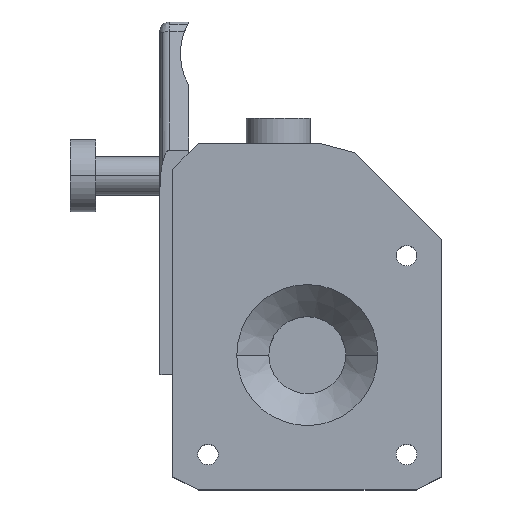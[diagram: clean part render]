
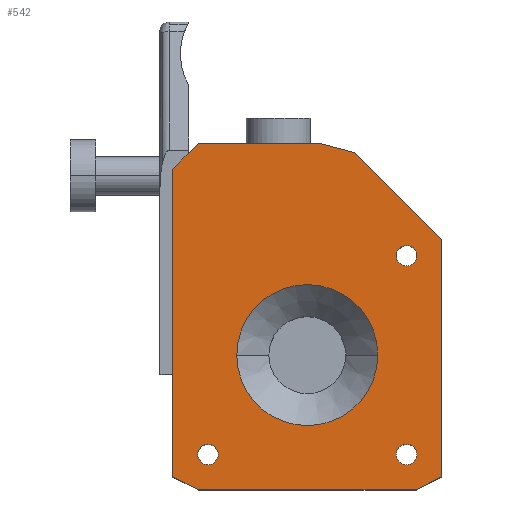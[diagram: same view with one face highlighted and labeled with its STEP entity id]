
A CAD part, top view. The second image highlights one B-rep face of the part: STEP entity #542.
In plain terms, the highlighted planar face has unit normal (0, 0, 1).
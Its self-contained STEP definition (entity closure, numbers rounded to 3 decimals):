
#3 = ORIENTED_EDGE ( 'NONE', *, *, #527, .F. ) ;
#29 = CARTESIAN_POINT ( 'NONE',  ( -21., -19., 0. ) ) ;
#62 = ORIENTED_EDGE ( 'NONE', *, *, #1221, .F. ) ;
#93 = CARTESIAN_POINT ( 'NONE',  ( 7.414, 31.586, 0. ) ) ;
#121 = DIRECTION ( 'NONE',  ( -1., 0., 0. ) ) ;
#122 = CARTESIAN_POINT ( 'NONE',  ( 21., -19., 0. ) ) ;
#154 = CIRCLE ( 'NONE', #785, 11. ) ;
#156 = VERTEX_POINT ( 'NONE', #1569 ) ;
#163 = EDGE_CURVE ( 'NONE', #292, #984, #1403, .T. ) ;
#214 = VERTEX_POINT ( 'NONE', #2232 ) ;
#221 = DIRECTION ( 'NONE',  ( -1., 0., 0. ) ) ;
#246 = AXIS2_PLACEMENT_3D ( 'NONE', #2345, #501, #1171 ) ;
#247 = CARTESIAN_POINT ( 'NONE',  ( 21., 18., 0. ) ) ;
#270 = DIRECTION ( 'NONE',  ( 1., 0., 0. ) ) ;
#271 = AXIS2_PLACEMENT_3D ( 'NONE', #1842, #815, #1635 ) ;
#289 = LINE ( 'NONE', #1104, #1476 ) ;
#292 = VERTEX_POINT ( 'NONE', #399 ) ;
#376 = DIRECTION ( 'NONE',  ( 0., 0., -1. ) ) ;
#399 = CARTESIAN_POINT ( 'NONE',  ( -13.9, -15.5, 0. ) ) ;
#408 = DIRECTION ( 'NONE',  ( 0., 0., -1. ) ) ;
#417 = EDGE_LOOP ( 'NONE', ( #2313, #1317 ) ) ;
#424 = VECTOR ( 'NONE', #270, 1000. ) ;
#438 = DIRECTION ( 'NONE',  ( -1., 0., 0. ) ) ;
#447 = ORIENTED_EDGE ( 'NONE', *, *, #2623, .F. ) ;
#487 = CARTESIAN_POINT ( 'NONE',  ( -17.1, -15.5, 0. ) ) ;
#494 = ORIENTED_EDGE ( 'NONE', *, *, #2184, .T. ) ;
#500 = ORIENTED_EDGE ( 'NONE', *, *, #1255, .T. ) ;
#501 = DIRECTION ( 'NONE',  ( 0., 0., -1. ) ) ;
#509 = LINE ( 'NONE', #924, #1324 ) ;
#527 = EDGE_CURVE ( 'NONE', #812, #1904, #2586, .T. ) ;
#532 = CIRCLE ( 'NONE', #271, 1.6 ) ;
#535 = AXIS2_PLACEMENT_3D ( 'NONE', #656, #1705, #1277 ) ;
#540 = VECTOR ( 'NONE', #1763, 1000. ) ;
#542 = ADVANCED_FACE ( 'NONE', ( #777, #1748, #2205, #1552, #1965 ), #756, .T. ) ;
#553 = CARTESIAN_POINT ( 'NONE',  ( 13.9, -15.5, 0. ) ) ;
#563 = VERTEX_POINT ( 'NONE', #553 ) ;
#587 = DIRECTION ( 'NONE',  ( -1., 0., 0. ) ) ;
#602 = LINE ( 'NONE', #791, #1213 ) ;
#608 = CARTESIAN_POINT ( 'NONE',  ( -21., 29., 0. ) ) ;
#613 = CARTESIAN_POINT ( 'NONE',  ( -15.5, -15.5, 0. ) ) ;
#629 = ORIENTED_EDGE ( 'NONE', *, *, #953, .F. ) ;
#645 = VERTEX_POINT ( 'NONE', #2417 ) ;
#652 = DIRECTION ( 'NONE',  ( 0., 0., -1. ) ) ;
#656 = CARTESIAN_POINT ( 'NONE',  ( 15.5, 15.5, 0. ) ) ;
#660 = ORIENTED_EDGE ( 'NONE', *, *, #2060, .F. ) ;
#700 = EDGE_CURVE ( 'NONE', #645, #563, #2307, .T. ) ;
#737 = CIRCLE ( 'NONE', #2272, 1.6 ) ;
#744 = DIRECTION ( 'NONE',  ( 1., 0., 0. ) ) ;
#756 = PLANE ( 'NONE',  #975 ) ;
#770 = EDGE_CURVE ( 'NONE', #1456, #2515, #509, .T. ) ;
#774 = DIRECTION ( 'NONE',  ( -1., 0., 0. ) ) ;
#777 = FACE_OUTER_BOUND ( 'NONE', #1052, .T. ) ;
#785 = AXIS2_PLACEMENT_3D ( 'NONE', #2478, #2091, #865 ) ;
#791 = CARTESIAN_POINT ( 'NONE',  ( -16.6, -21.2, 0. ) ) ;
#812 = VERTEX_POINT ( 'NONE', #93 ) ;
#815 = DIRECTION ( 'NONE',  ( 0., 0., -1. ) ) ;
#831 = ORIENTED_EDGE ( 'NONE', *, *, #163, .T. ) ;
#847 = LINE ( 'NONE', #2510, #424 ) ;
#865 = DIRECTION ( 'NONE',  ( -1., 0., 0. ) ) ;
#924 = CARTESIAN_POINT ( 'NONE',  ( -20.5, 29.5, 0. ) ) ;
#953 = EDGE_CURVE ( 'NONE', #1562, #2612, #289, .T. ) ;
#974 = CARTESIAN_POINT ( 'NONE',  ( 15.5, 15.5, 0. ) ) ;
#975 = AXIS2_PLACEMENT_3D ( 'NONE', #2169, #1764, #744 ) ;
#984 = VERTEX_POINT ( 'NONE', #487 ) ;
#1052 = EDGE_LOOP ( 'NONE', ( #2106, #2282, #1133, #2484, #62, #629, #660, #447, #3 ) ) ;
#1067 = EDGE_LOOP ( 'NONE', ( #494, #831 ) ) ;
#1088 = LINE ( 'NONE', #2359, #1502 ) ;
#1102 = VERTEX_POINT ( 'NONE', #1783 ) ;
#1104 = CARTESIAN_POINT ( 'NONE',  ( 21., -21., 0. ) ) ;
#1133 = ORIENTED_EDGE ( 'NONE', *, *, #770, .F. ) ;
#1153 = CARTESIAN_POINT ( 'NONE',  ( -17., 33., 0. ) ) ;
#1154 = DIRECTION ( 'NONE',  ( 0.707, -0.707, 0. ) ) ;
#1171 = DIRECTION ( 'NONE',  ( -1., 0., 0. ) ) ;
#1210 = CARTESIAN_POINT ( 'NONE',  ( -11., 0., 0. ) ) ;
#1211 = CIRCLE ( 'NONE', #1777, 1.6 ) ;
#1213 = VECTOR ( 'NONE', #1612, 1000. ) ;
#1221 = EDGE_CURVE ( 'NONE', #2612, #1918, #602, .T. ) ;
#1241 = CARTESIAN_POINT ( 'NONE',  ( -17., -21., 0. ) ) ;
#1253 = DIRECTION ( 'NONE',  ( 0., -1., 0. ) ) ;
#1255 = EDGE_CURVE ( 'NONE', #156, #1102, #1256, .T. ) ;
#1256 = CIRCLE ( 'NONE', #535, 1.6 ) ;
#1277 = DIRECTION ( 'NONE',  ( -1., 0., 0. ) ) ;
#1317 = ORIENTED_EDGE ( 'NONE', *, *, #1616, .T. ) ;
#1324 = VECTOR ( 'NONE', #1548, 1000. ) ;
#1358 = CARTESIAN_POINT ( 'NONE',  ( -21., -21., 0. ) ) ;
#1403 = CIRCLE ( 'NONE', #246, 1.6 ) ;
#1430 = LINE ( 'NONE', #1658, #2190 ) ;
#1456 = VERTEX_POINT ( 'NONE', #608 ) ;
#1476 = VECTOR ( 'NONE', #121, 1000. ) ;
#1491 = AXIS2_PLACEMENT_3D ( 'NONE', #2228, #376, #587 ) ;
#1499 = CARTESIAN_POINT ( 'NONE',  ( 17., -21., 0. ) ) ;
#1502 = VECTOR ( 'NONE', #2324, 1000. ) ;
#1505 = EDGE_CURVE ( 'NONE', #1831, #214, #154, .T. ) ;
#1548 = DIRECTION ( 'NONE',  ( 0.707, 0.707, 0. ) ) ;
#1552 = FACE_BOUND ( 'NONE', #1897, .T. ) ;
#1562 = VERTEX_POINT ( 'NONE', #1499 ) ;
#1569 = CARTESIAN_POINT ( 'NONE',  ( 13.9, 15.5, 0. ) ) ;
#1612 = DIRECTION ( 'NONE',  ( -0.894, 0.447, 0. ) ) ;
#1613 = DIRECTION ( 'NONE',  ( 0., 0., -1. ) ) ;
#1616 = EDGE_CURVE ( 'NONE', #214, #1831, #2330, .T. ) ;
#1621 = ORIENTED_EDGE ( 'NONE', *, *, #1866, .T. ) ;
#1635 = DIRECTION ( 'NONE',  ( -1., 0., 0. ) ) ;
#1646 = VECTOR ( 'NONE', #2404, 1000. ) ;
#1658 = CARTESIAN_POINT ( 'NONE',  ( 21., 33., 0. ) ) ;
#1683 = VERTEX_POINT ( 'NONE', #122 ) ;
#1705 = DIRECTION ( 'NONE',  ( 0., 0., -1. ) ) ;
#1726 = VERTEX_POINT ( 'NONE', #1972 ) ;
#1748 = FACE_BOUND ( 'NONE', #2259, .T. ) ;
#1763 = DIRECTION ( 'NONE',  ( 0.968, -0.253, 0. ) ) ;
#1764 = DIRECTION ( 'NONE',  ( 0., 0., 1. ) ) ;
#1777 = AXIS2_PLACEMENT_3D ( 'NONE', #974, #1613, #774 ) ;
#1783 = CARTESIAN_POINT ( 'NONE',  ( 17.1, 15.5, 0. ) ) ;
#1786 = LINE ( 'NONE', #1358, #1646 ) ;
#1831 = VERTEX_POINT ( 'NONE', #1210 ) ;
#1834 = EDGE_CURVE ( 'NONE', #1102, #156, #1211, .T. ) ;
#1842 = CARTESIAN_POINT ( 'NONE',  ( 15.5, -15.5, 0. ) ) ;
#1866 = EDGE_CURVE ( 'NONE', #563, #645, #532, .T. ) ;
#1873 = ORIENTED_EDGE ( 'NONE', *, *, #700, .T. ) ;
#1876 = VECTOR ( 'NONE', #1154, 1000. ) ;
#1877 = CARTESIAN_POINT ( 'NONE',  ( 0., 0., 0. ) ) ;
#1897 = EDGE_LOOP ( 'NONE', ( #500, #2337 ) ) ;
#1904 = VERTEX_POINT ( 'NONE', #247 ) ;
#1918 = VERTEX_POINT ( 'NONE', #29 ) ;
#1965 = FACE_BOUND ( 'NONE', #417, .T. ) ;
#1972 = CARTESIAN_POINT ( 'NONE',  ( 2., 33., 0. ) ) ;
#2001 = CARTESIAN_POINT ( 'NONE',  ( 15., 24., 0. ) ) ;
#2020 = CARTESIAN_POINT ( 'NONE',  ( 5.718, 32.029, 0. ) ) ;
#2042 = EDGE_CURVE ( 'NONE', #2515, #1726, #847, .T. ) ;
#2060 = EDGE_CURVE ( 'NONE', #1683, #1562, #1088, .T. ) ;
#2091 = DIRECTION ( 'NONE',  ( 0., 0., -1. ) ) ;
#2106 = ORIENTED_EDGE ( 'NONE', *, *, #2503, .F. ) ;
#2169 = CARTESIAN_POINT ( 'NONE',  ( 0., 6., 0. ) ) ;
#2184 = EDGE_CURVE ( 'NONE', #984, #292, #737, .T. ) ;
#2190 = VECTOR ( 'NONE', #1253, 1000. ) ;
#2205 = FACE_BOUND ( 'NONE', #1067, .T. ) ;
#2228 = CARTESIAN_POINT ( 'NONE',  ( 15.5, -15.5, 0. ) ) ;
#2232 = CARTESIAN_POINT ( 'NONE',  ( 11., 0., 0. ) ) ;
#2259 = EDGE_LOOP ( 'NONE', ( #1621, #1873 ) ) ;
#2272 = AXIS2_PLACEMENT_3D ( 'NONE', #613, #408, #438 ) ;
#2282 = ORIENTED_EDGE ( 'NONE', *, *, #2042, .F. ) ;
#2307 = CIRCLE ( 'NONE', #1491, 1.6 ) ;
#2313 = ORIENTED_EDGE ( 'NONE', *, *, #1505, .T. ) ;
#2324 = DIRECTION ( 'NONE',  ( -0.894, -0.447, 0. ) ) ;
#2330 = CIRCLE ( 'NONE', #2416, 11. ) ;
#2337 = ORIENTED_EDGE ( 'NONE', *, *, #1834, .T. ) ;
#2345 = CARTESIAN_POINT ( 'NONE',  ( -15.5, -15.5, 0. ) ) ;
#2359 = CARTESIAN_POINT ( 'NONE',  ( 16.6, -21.2, 0. ) ) ;
#2404 = DIRECTION ( 'NONE',  ( 0., 1., 0. ) ) ;
#2416 = AXIS2_PLACEMENT_3D ( 'NONE', #1877, #652, #221 ) ;
#2417 = CARTESIAN_POINT ( 'NONE',  ( 17.1, -15.5, 0. ) ) ;
#2478 = CARTESIAN_POINT ( 'NONE',  ( 0., 0., 0. ) ) ;
#2484 = ORIENTED_EDGE ( 'NONE', *, *, #2506, .F. ) ;
#2503 = EDGE_CURVE ( 'NONE', #1726, #812, #2585, .T. ) ;
#2506 = EDGE_CURVE ( 'NONE', #1918, #1456, #1786, .T. ) ;
#2510 = CARTESIAN_POINT ( 'NONE',  ( -21., 33., 0. ) ) ;
#2515 = VERTEX_POINT ( 'NONE', #1153 ) ;
#2585 = LINE ( 'NONE', #2020, #540 ) ;
#2586 = LINE ( 'NONE', #2001, #1876 ) ;
#2612 = VERTEX_POINT ( 'NONE', #1241 ) ;
#2623 = EDGE_CURVE ( 'NONE', #1904, #1683, #1430, .T. ) ;
